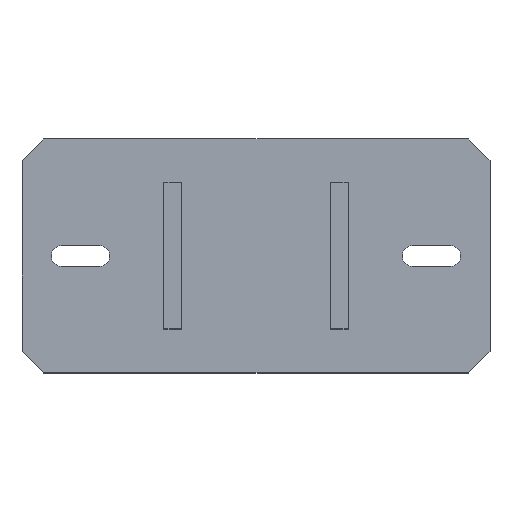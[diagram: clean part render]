
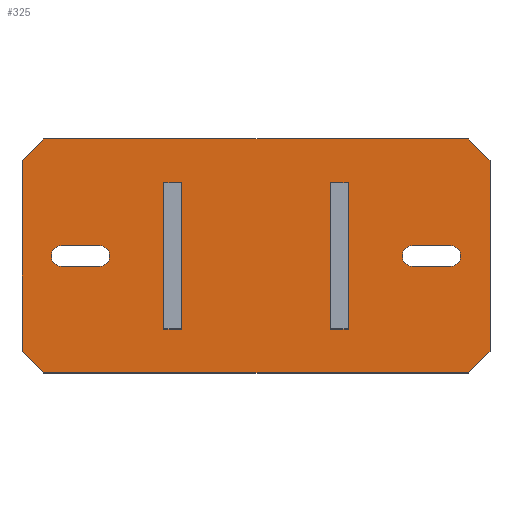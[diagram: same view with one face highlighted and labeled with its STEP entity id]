
A CAD part, top view. The second image highlights one B-rep face of the part: STEP entity #325.
In plain terms, the highlighted planar face has unit normal (0, 0, 1).
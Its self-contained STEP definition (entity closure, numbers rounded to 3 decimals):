
#13 = CARTESIAN_POINT ( 'NONE',  ( -100., 0., 10. ) ) ;
#20 = CARTESIAN_POINT ( 'NONE',  ( 145., -80., 10. ) ) ;
#21 = ORIENTED_EDGE ( 'NONE', *, *, #427, .T. ) ;
#26 = LINE ( 'NONE', #344, #282 ) ;
#37 = EDGE_CURVE ( 'NONE', #114, #1221, #1088, .T. ) ;
#54 = DIRECTION ( 'NONE',  ( 1., 0., 0. ) ) ;
#63 = LINE ( 'NONE', #1315, #1338 ) ;
#68 = CARTESIAN_POINT ( 'NONE',  ( 133., 0., 10. ) ) ;
#77 = VECTOR ( 'NONE', #1023, 1000. ) ;
#78 = EDGE_CURVE ( 'NONE', #258, #449, #130, .T. ) ;
#79 = EDGE_CURVE ( 'NONE', #1221, #509, #26, .T. ) ;
#82 = VERTEX_POINT ( 'NONE', #1167 ) ;
#95 = DIRECTION ( 'NONE',  ( 0.707, -0.707, 0. ) ) ;
#100 = CARTESIAN_POINT ( 'NONE',  ( -107., -7., 10. ) ) ;
#114 = VERTEX_POINT ( 'NONE', #239 ) ;
#115 = DIRECTION ( 'NONE',  ( -1., 0., 0. ) ) ;
#116 = ORIENTED_EDGE ( 'NONE', *, *, #146, .T. ) ;
#127 = EDGE_CURVE ( 'NONE', #183, #894, #1305, .T. ) ;
#130 = LINE ( 'NONE', #668, #1019 ) ;
#131 = DIRECTION ( 'NONE',  ( 0., 0., 1. ) ) ;
#146 = EDGE_CURVE ( 'NONE', #1333, #287, #718, .T. ) ;
#147 = CARTESIAN_POINT ( 'NONE',  ( 107., -7., 10. ) ) ;
#156 = CARTESIAN_POINT ( 'NONE',  ( 140., 0., 10. ) ) ;
#161 = ORIENTED_EDGE ( 'NONE', *, *, #421, .T. ) ;
#163 = DIRECTION ( 'NONE',  ( 0., 0., -1. ) ) ;
#183 = VERTEX_POINT ( 'NONE', #405 ) ;
#192 = VECTOR ( 'NONE', #1237, 1000. ) ;
#193 = VERTEX_POINT ( 'NONE', #20 ) ;
#210 = CARTESIAN_POINT ( 'NONE',  ( -133., 0., 10. ) ) ;
#220 = CARTESIAN_POINT ( 'NONE',  ( -145., -80., 10. ) ) ;
#232 = CARTESIAN_POINT ( 'NONE',  ( 160., 65., 10. ) ) ;
#239 = CARTESIAN_POINT ( 'NONE',  ( 160., 65., 10. ) ) ;
#247 = ORIENTED_EDGE ( 'NONE', *, *, #664, .T. ) ;
#255 = AXIS2_PLACEMENT_3D ( 'NONE', #326, #1256, #827 ) ;
#258 = VERTEX_POINT ( 'NONE', #100 ) ;
#268 = EDGE_CURVE ( 'NONE', #823, #318, #824, .T. ) ;
#269 = ORIENTED_EDGE ( 'NONE', *, *, #268, .T. ) ;
#282 = VECTOR ( 'NONE', #553, 1000. ) ;
#287 = VERTEX_POINT ( 'NONE', #976 ) ;
#298 = CIRCLE ( 'NONE', #815, 7. ) ;
#306 = EDGE_CURVE ( 'NONE', #509, #340, #656, .T. ) ;
#318 = VERTEX_POINT ( 'NONE', #147 ) ;
#321 = CARTESIAN_POINT ( 'NONE',  ( 160., -65., 10. ) ) ;
#325 = ADVANCED_FACE ( 'NONE', ( #1066, #971, #556 ), #350, .T. ) ;
#326 = CARTESIAN_POINT ( 'NONE',  ( 133., 0., 10. ) ) ;
#335 = AXIS2_PLACEMENT_3D ( 'NONE', #392, #814, #694 ) ;
#340 = VERTEX_POINT ( 'NONE', #1090 ) ;
#343 = CARTESIAN_POINT ( 'NONE',  ( -107., 0., 10. ) ) ;
#344 = CARTESIAN_POINT ( 'NONE',  ( 145., 80., 10. ) ) ;
#346 = VERTEX_POINT ( 'NONE', #1083 ) ;
#350 = PLANE ( 'NONE',  #831 ) ;
#367 = DIRECTION ( 'NONE',  ( 0., 0., -1. ) ) ;
#391 = VECTOR ( 'NONE', #95, 1000. ) ;
#392 = CARTESIAN_POINT ( 'NONE',  ( 107., 0., 10. ) ) ;
#405 = CARTESIAN_POINT ( 'NONE',  ( 107., 7., 10. ) ) ;
#421 = EDGE_CURVE ( 'NONE', #340, #1333, #63, .T. ) ;
#427 = EDGE_CURVE ( 'NONE', #812, #823, #298, .T. ) ;
#438 = ORIENTED_EDGE ( 'NONE', *, *, #78, .T. ) ;
#446 = DIRECTION ( 'NONE',  ( 0., 0., -1. ) ) ;
#449 = VERTEX_POINT ( 'NONE', #1102 ) ;
#507 = ORIENTED_EDGE ( 'NONE', *, *, #127, .T. ) ;
#509 = VERTEX_POINT ( 'NONE', #1041 ) ;
#526 = LINE ( 'NONE', #321, #77 ) ;
#533 = VECTOR ( 'NONE', #983, 1000. ) ;
#549 = CARTESIAN_POINT ( 'NONE',  ( 145., 80., 10. ) ) ;
#553 = DIRECTION ( 'NONE',  ( -1., 0., 0. ) ) ;
#556 = FACE_OUTER_BOUND ( 'NONE', #817, .T. ) ;
#557 = EDGE_LOOP ( 'NONE', ( #269, #908, #507, #1307, #21 ) ) ;
#560 = DIRECTION ( 'NONE',  ( -0.707, 0.707, 0. ) ) ;
#564 = AXIS2_PLACEMENT_3D ( 'NONE', #210, #623, #751 ) ;
#566 = CARTESIAN_POINT ( 'NONE',  ( 133., 7., 10. ) ) ;
#572 = CARTESIAN_POINT ( 'NONE',  ( -145., 80., 10. ) ) ;
#577 = CARTESIAN_POINT ( 'NONE',  ( -145., 80., 10. ) ) ;
#601 = EDGE_CURVE ( 'NONE', #287, #193, #1160, .T. ) ;
#613 = CARTESIAN_POINT ( 'NONE',  ( -160., -65., 10. ) ) ;
#616 = LINE ( 'NONE', #923, #192 ) ;
#623 = DIRECTION ( 'NONE',  ( 0., 0., -1. ) ) ;
#630 = AXIS2_PLACEMENT_3D ( 'NONE', #1280, #163, #54 ) ;
#631 = VECTOR ( 'NONE', #1198, 1000. ) ;
#635 = CARTESIAN_POINT ( 'NONE',  ( 133., -7., 10. ) ) ;
#643 = ORIENTED_EDGE ( 'NONE', *, *, #79, .T. ) ;
#656 = LINE ( 'NONE', #572, #533 ) ;
#659 = CARTESIAN_POINT ( 'NONE',  ( -133., 7., 10. ) ) ;
#662 = VERTEX_POINT ( 'NONE', #729 ) ;
#664 = EDGE_CURVE ( 'NONE', #346, #1300, #1145, .T. ) ;
#668 = CARTESIAN_POINT ( 'NONE',  ( -107., -7., 10. ) ) ;
#678 = ORIENTED_EDGE ( 'NONE', *, *, #768, .T. ) ;
#680 = VECTOR ( 'NONE', #1273, 1000. ) ;
#694 = DIRECTION ( 'NONE',  ( 1., 0., 0. ) ) ;
#702 = ORIENTED_EDGE ( 'NONE', *, *, #306, .T. ) ;
#718 = LINE ( 'NONE', #613, #391 ) ;
#729 = CARTESIAN_POINT ( 'NONE',  ( -133., 7., 10. ) ) ;
#732 = AXIS2_PLACEMENT_3D ( 'NONE', #343, #446, #752 ) ;
#746 = ORIENTED_EDGE ( 'NONE', *, *, #1142, .T. ) ;
#751 = DIRECTION ( 'NONE',  ( 1., 0., 0. ) ) ;
#752 = DIRECTION ( 'NONE',  ( 1., 0., 0. ) ) ;
#768 = EDGE_CURVE ( 'NONE', #662, #346, #1285, .T. ) ;
#772 = VECTOR ( 'NONE', #115, 1000. ) ;
#777 = VECTOR ( 'NONE', #560, 1000. ) ;
#778 = CIRCLE ( 'NONE', #255, 7. ) ;
#781 = CARTESIAN_POINT ( 'NONE',  ( 107., 7., 10. ) ) ;
#786 = CARTESIAN_POINT ( 'NONE',  ( 133., -7., 10. ) ) ;
#805 = EDGE_CURVE ( 'NONE', #1300, #258, #1213, .T. ) ;
#806 = DIRECTION ( 'NONE',  ( 0., -1., 0. ) ) ;
#812 = VERTEX_POINT ( 'NONE', #156 ) ;
#814 = DIRECTION ( 'NONE',  ( 0., 0., -1. ) ) ;
#815 = AXIS2_PLACEMENT_3D ( 'NONE', #68, #367, #1107 ) ;
#817 = EDGE_LOOP ( 'NONE', ( #161, #116, #1027, #1283, #1151, #1342, #643, #702 ) ) ;
#823 = VERTEX_POINT ( 'NONE', #786 ) ;
#824 = LINE ( 'NONE', #635, #772 ) ;
#827 = DIRECTION ( 'NONE',  ( 1., 0., 0. ) ) ;
#831 = AXIS2_PLACEMENT_3D ( 'NONE', #577, #131, #863 ) ;
#861 = DIRECTION ( 'NONE',  ( 1., 0., 0. ) ) ;
#863 = DIRECTION ( 'NONE',  ( -0.707, -0.707, 0. ) ) ;
#894 = VERTEX_POINT ( 'NONE', #566 ) ;
#908 = ORIENTED_EDGE ( 'NONE', *, *, #928, .T. ) ;
#910 = CIRCLE ( 'NONE', #335, 7. ) ;
#923 = CARTESIAN_POINT ( 'NONE',  ( 145., -80., 10. ) ) ;
#928 = EDGE_CURVE ( 'NONE', #318, #183, #910, .T. ) ;
#953 = CIRCLE ( 'NONE', #564, 7. ) ;
#961 = DIRECTION ( 'NONE',  ( -1., 0., 0. ) ) ;
#971 = FACE_BOUND ( 'NONE', #1330, .T. ) ;
#976 = CARTESIAN_POINT ( 'NONE',  ( -145., -80., 10. ) ) ;
#983 = DIRECTION ( 'NONE',  ( -0.707, -0.707, 0. ) ) ;
#1005 = EDGE_CURVE ( 'NONE', #894, #812, #778, .T. ) ;
#1019 = VECTOR ( 'NONE', #961, 1000. ) ;
#1023 = DIRECTION ( 'NONE',  ( 0., 1., 0. ) ) ;
#1027 = ORIENTED_EDGE ( 'NONE', *, *, #601, .T. ) ;
#1041 = CARTESIAN_POINT ( 'NONE',  ( -145., 80., 10. ) ) ;
#1062 = ORIENTED_EDGE ( 'NONE', *, *, #805, .T. ) ;
#1066 = FACE_BOUND ( 'NONE', #557, .T. ) ;
#1083 = CARTESIAN_POINT ( 'NONE',  ( -107., 7., 10. ) ) ;
#1088 = LINE ( 'NONE', #232, #777 ) ;
#1090 = CARTESIAN_POINT ( 'NONE',  ( -160., 65., 10. ) ) ;
#1096 = CARTESIAN_POINT ( 'NONE',  ( -160., -65., 10. ) ) ;
#1102 = CARTESIAN_POINT ( 'NONE',  ( -133., -7., 10. ) ) ;
#1107 = DIRECTION ( 'NONE',  ( 1., 0., 0. ) ) ;
#1126 = EDGE_CURVE ( 'NONE', #193, #82, #616, .T. ) ;
#1142 = EDGE_CURVE ( 'NONE', #449, #662, #953, .T. ) ;
#1145 = CIRCLE ( 'NONE', #732, 7. ) ;
#1151 = ORIENTED_EDGE ( 'NONE', *, *, #1224, .T. ) ;
#1160 = LINE ( 'NONE', #220, #680 ) ;
#1167 = CARTESIAN_POINT ( 'NONE',  ( 160., -65., 10. ) ) ;
#1196 = VECTOR ( 'NONE', #861, 1000. ) ;
#1198 = DIRECTION ( 'NONE',  ( 1., 0., 0. ) ) ;
#1213 = CIRCLE ( 'NONE', #630, 7. ) ;
#1221 = VERTEX_POINT ( 'NONE', #549 ) ;
#1224 = EDGE_CURVE ( 'NONE', #82, #114, #526, .T. ) ;
#1237 = DIRECTION ( 'NONE',  ( 0.707, 0.707, 0. ) ) ;
#1256 = DIRECTION ( 'NONE',  ( 0., 0., -1. ) ) ;
#1273 = DIRECTION ( 'NONE',  ( 1., 0., 0. ) ) ;
#1280 = CARTESIAN_POINT ( 'NONE',  ( -107., 0., 10. ) ) ;
#1283 = ORIENTED_EDGE ( 'NONE', *, *, #1126, .T. ) ;
#1285 = LINE ( 'NONE', #659, #1196 ) ;
#1300 = VERTEX_POINT ( 'NONE', #13 ) ;
#1305 = LINE ( 'NONE', #781, #631 ) ;
#1307 = ORIENTED_EDGE ( 'NONE', *, *, #1005, .T. ) ;
#1315 = CARTESIAN_POINT ( 'NONE',  ( -160., 65., 10. ) ) ;
#1330 = EDGE_LOOP ( 'NONE', ( #678, #247, #1062, #438, #746 ) ) ;
#1333 = VERTEX_POINT ( 'NONE', #1096 ) ;
#1338 = VECTOR ( 'NONE', #806, 1000. ) ;
#1342 = ORIENTED_EDGE ( 'NONE', *, *, #37, .T. ) ;
